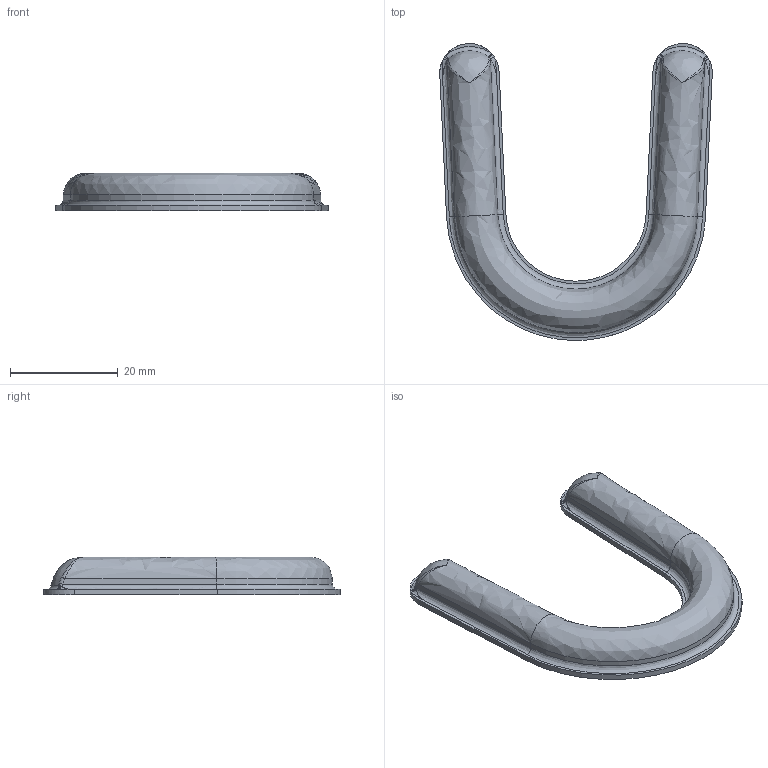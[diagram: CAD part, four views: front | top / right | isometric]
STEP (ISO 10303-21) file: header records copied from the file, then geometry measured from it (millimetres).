
FILE_DESCRIPTION((''),'2;1');
FILE_NAME('','2005-12-16T13:25:57',(''),(''),'','CADfix','');
FILE_SCHEMA(('AUTOMOTIVE_DESIGN'));
Length unit declared in the file: millimetre
Products named in the file (1): holder
Bounding box: 50.46 x 54.99 x 7 mm (x, y, z)
Volume: 2360.9 mm3; surface area: 4772.5 mm2
Topology: 1 solids, 1 shells, 87 faces, 209 edges, 122 vertices
Faces by surface type: bspline 87
Entity records: 5224 total; most frequent: CARTESIAN_POINT 4080, ORIENTED_EDGE 412, EDGE_CURVE 206, VERTEX_POINT 122, EDGE_LOOP 88, FACE_OUTER_BOUND 87, ADVANCED_FACE 87, QUASI_UNIFORM_CURVE 62
